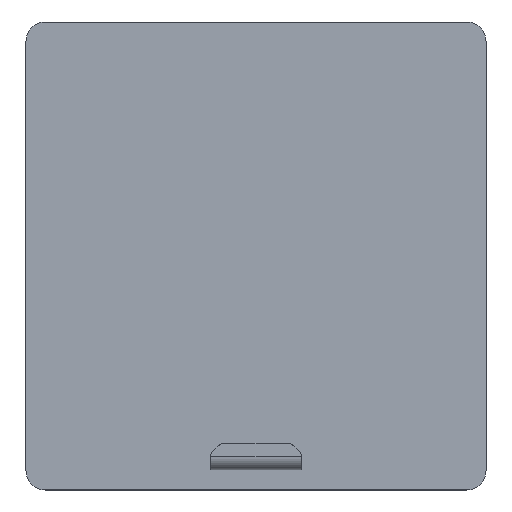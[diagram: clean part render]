
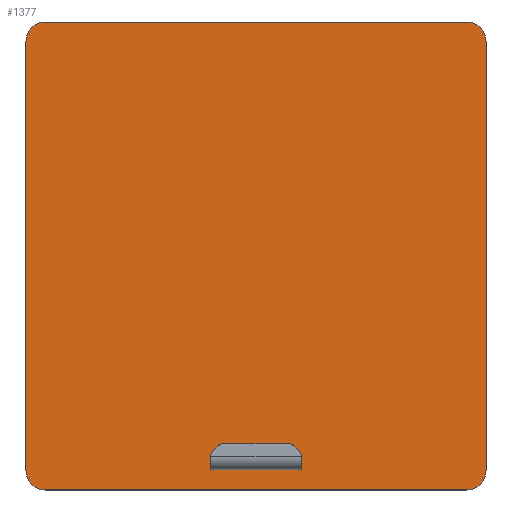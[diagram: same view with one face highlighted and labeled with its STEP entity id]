
A CAD part, top view. The second image highlights one B-rep face of the part: STEP entity #1377.
In plain terms, the highlighted planar face has unit normal (0, 0, 1).
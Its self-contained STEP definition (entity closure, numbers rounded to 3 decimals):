
#57=FACE_BOUND('',#250,.T.);
#58=FACE_BOUND('',#251,.T.);
#93=PLANE('',#1538);
#165=FACE_OUTER_BOUND('',#249,.T.);
#249=EDGE_LOOP('',(#1191,#1192,#1193,#1194,#1195,#1196,#1197,#1198));
#250=EDGE_LOOP('',(#1199));
#251=EDGE_LOOP('',(#1200));
#353=LINE('',#2409,#477);
#357=LINE('',#2421,#481);
#361=LINE('',#2433,#485);
#365=LINE('',#2444,#489);
#477=VECTOR('',#1858,10.);
#481=VECTOR('',#1870,10.);
#485=VECTOR('',#1882,10.);
#489=VECTOR('',#1894,10.);
#559=CIRCLE('',#1517,2.5);
#561=CIRCLE('',#1520,2.5);
#563=CIRCLE('',#1523,15.);
#565=CIRCLE('',#1527,15.);
#567=CIRCLE('',#1531,15.);
#569=CIRCLE('',#1535,15.);
#663=VERTEX_POINT('',#2387);
#665=VERTEX_POINT('',#2393);
#667=VERTEX_POINT('',#2399);
#668=VERTEX_POINT('',#2400);
#671=VERTEX_POINT('',#2408);
#673=VERTEX_POINT('',#2414);
#675=VERTEX_POINT('',#2420);
#677=VERTEX_POINT('',#2426);
#679=VERTEX_POINT('',#2432);
#681=VERTEX_POINT('',#2438);
#833=EDGE_CURVE('',#663,#663,#559,.T.);
#836=EDGE_CURVE('',#665,#665,#561,.T.);
#839=EDGE_CURVE('',#667,#668,#563,.T.);
#843=EDGE_CURVE('',#668,#671,#353,.T.);
#846=EDGE_CURVE('',#671,#673,#565,.T.);
#849=EDGE_CURVE('',#673,#675,#357,.T.);
#852=EDGE_CURVE('',#675,#677,#567,.T.);
#855=EDGE_CURVE('',#677,#679,#361,.T.);
#858=EDGE_CURVE('',#679,#681,#569,.T.);
#861=EDGE_CURVE('',#681,#667,#365,.T.);
#1191=ORIENTED_EDGE('',*,*,#861,.T.);
#1192=ORIENTED_EDGE('',*,*,#839,.T.);
#1193=ORIENTED_EDGE('',*,*,#843,.T.);
#1194=ORIENTED_EDGE('',*,*,#846,.T.);
#1195=ORIENTED_EDGE('',*,*,#849,.T.);
#1196=ORIENTED_EDGE('',*,*,#852,.T.);
#1197=ORIENTED_EDGE('',*,*,#855,.T.);
#1198=ORIENTED_EDGE('',*,*,#858,.T.);
#1199=ORIENTED_EDGE('',*,*,#833,.T.);
#1200=ORIENTED_EDGE('',*,*,#836,.T.);
#1377=ADVANCED_FACE('',(#165,#57,#58),#93,.T.);
#1517=AXIS2_PLACEMENT_3D('',#2388,#1836,#1837);
#1520=AXIS2_PLACEMENT_3D('',#2394,#1843,#1844);
#1523=AXIS2_PLACEMENT_3D('',#2401,#1850,#1851);
#1527=AXIS2_PLACEMENT_3D('',#2415,#1863,#1864);
#1531=AXIS2_PLACEMENT_3D('',#2427,#1875,#1876);
#1535=AXIS2_PLACEMENT_3D('',#2439,#1887,#1888);
#1538=AXIS2_PLACEMENT_3D('',#2446,#1896,#1897);
#1836=DIRECTION('center_axis',(0.,0.,-1.));
#1837=DIRECTION('ref_axis',(-1.,0.,0.));
#1843=DIRECTION('center_axis',(0.,0.,-1.));
#1844=DIRECTION('ref_axis',(-1.,0.,0.));
#1850=DIRECTION('center_axis',(0.,0.,1.));
#1851=DIRECTION('ref_axis',(-1.,0.,0.));
#1858=DIRECTION('',(0.,1.,0.));
#1863=DIRECTION('center_axis',(0.,0.,1.));
#1864=DIRECTION('ref_axis',(-1.,0.,0.));
#1870=DIRECTION('',(-1.,0.,0.));
#1875=DIRECTION('center_axis',(0.,0.,1.));
#1876=DIRECTION('ref_axis',(-1.,0.,0.));
#1882=DIRECTION('',(0.,-1.,0.));
#1887=DIRECTION('center_axis',(0.,0.,1.));
#1888=DIRECTION('ref_axis',(-1.,0.,0.));
#1894=DIRECTION('',(1.,0.,0.));
#1896=DIRECTION('center_axis',(0.,0.,1.));
#1897=DIRECTION('ref_axis',(-1.,0.,0.));
#2387=CARTESIAN_POINT('',(-191.5,24.5,435.));
#2388=CARTESIAN_POINT('Origin',(-194.,24.5,435.));
#2393=CARTESIAN_POINT('',(-161.5,24.5,435.));
#2394=CARTESIAN_POINT('Origin',(-164.,24.5,435.));
#2399=CARTESIAN_POINT('',(-17.,2.,435.));
#2400=CARTESIAN_POINT('',(-2.,17.,435.));
#2401=CARTESIAN_POINT('Origin',(-17.,17.,435.));
#2408=CARTESIAN_POINT('',(-2.,347.,435.));
#2409=CARTESIAN_POINT('',(-2.,2.,435.));
#2414=CARTESIAN_POINT('',(-17.,362.,435.));
#2415=CARTESIAN_POINT('Origin',(-17.,347.,435.));
#2420=CARTESIAN_POINT('',(-341.,362.,435.));
#2421=CARTESIAN_POINT('',(-2.,362.,435.));
#2426=CARTESIAN_POINT('',(-356.,347.,435.));
#2427=CARTESIAN_POINT('Origin',(-341.,347.,435.));
#2432=CARTESIAN_POINT('',(-356.,17.,435.));
#2433=CARTESIAN_POINT('',(-356.,362.,435.));
#2438=CARTESIAN_POINT('',(-341.,2.,435.));
#2439=CARTESIAN_POINT('Origin',(-341.,17.,435.));
#2444=CARTESIAN_POINT('',(-356.,2.,435.));
#2446=CARTESIAN_POINT('Origin',(-179.,182.,435.));
